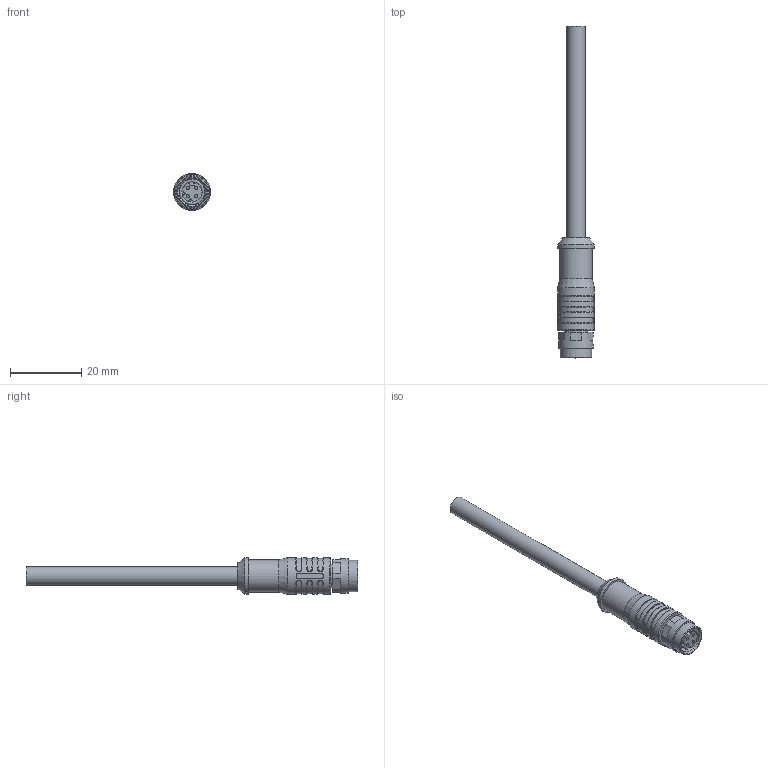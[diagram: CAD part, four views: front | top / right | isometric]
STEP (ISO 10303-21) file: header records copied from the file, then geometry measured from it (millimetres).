
FILE_DESCRIPTION(/* description */ (''),/* implementation_level */ '2;1');
FILE_NAME(/* name */ 'IE-SKPSD4-m_S3400_stp.stp',/* time_stamp */ '2019-01-14T13:24:31+01:00',/* author */ (''),/* organization */ (''),/* preprocessor_version */ 'ST-DEVELOPER v16',/* originating_system */ 'SIEMENS PLM Software NX 10.0',/* authorisation */ '');
FILE_SCHEMA (('AUTOMOTIVE_DESIGN { 1 0 10303 214 3 1 1 1 }'));
Length unit declared in the file: millimetre
Products named in the file (1): IE-SKPSD4-m_S3400_stp
Bounding box: 10.3 x 93.05 x 10.3 mm (x, y, z)
Volume: 3523.3 mm3; surface area: 2441.2 mm2
Topology: 1 solids, 1 shells, 175 faces, 390 edges, 233 vertices
Faces by surface type: cylinder 57, plane 48, torus 29, bspline 24, cone 11, sphere 6
Full cylindrical faces by diameter (mm): 0.9 x4, 5.1 x1, 6.5 x1, 7.2 x1, 8.8 x1, 9.1 x1, 9.6 x1, 10.3 x2
Entity records: 5516 total; most frequent: CARTESIAN_POINT 1852, DIRECTION 788, ORIENTED_EDGE 716, EDGE_CURVE 358, AXIS2_PLACEMENT_3D 347, VERTEX_POINT 223, EDGE_LOOP 213, CIRCLE 191
